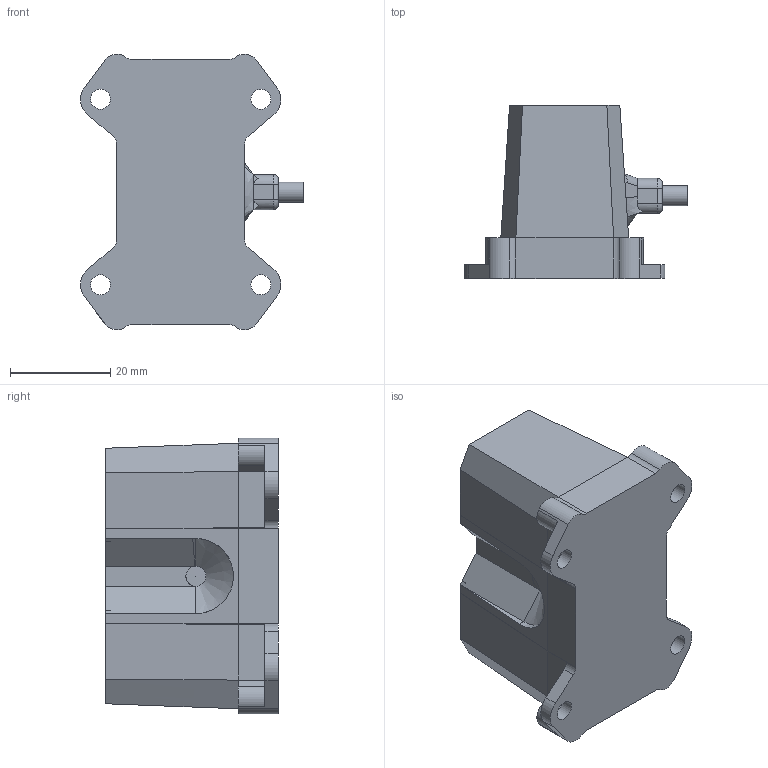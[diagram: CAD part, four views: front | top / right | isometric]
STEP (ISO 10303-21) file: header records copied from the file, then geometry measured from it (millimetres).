
FILE_DESCRIPTION(/* description */ (''),/* implementation_level */ '2;1');
FILE_NAME(/* name */ 'Garmin LIDAR-Lite V3HP.stp',/* time_stamp */ '2021-07-20T23:39:18-04:00',/* author */ ('Fish'),/* organization */ (''),/* preprocessor_version */ 'ST-DEVELOPER v18.1',/* originating_system */ 'Autodesk Inventor 2021',/* authorisation */ '');
FILE_SCHEMA (('AUTOMOTIVE_DESIGN { 1 0 10303 214 3 1 1 }'));
Length unit declared in the file: millimetre
Products named in the file (1): Garmin LIDAR-Lite V3HP
Bounding box: 44.5 x 34.44 x 55 mm (x, y, z)
Volume: 41783.2 mm3; surface area: 9182 mm2
Topology: 1 solids, 2 shells, 158 faces, 412 edges, 260 vertices
Faces by surface type: plane 91, cylinder 39, bspline 16, cone 10, sphere 2
Full cylindrical faces by diameter (mm): 4 x5, 15 x2, 19 x2
Entity records: 5252 total; most frequent: CARTESIAN_POINT 1184, ORIENTED_EDGE 820, DIRECTION 792, EDGE_CURVE 410, LINE 278, VECTOR 278, VERTEX_POINT 260, AXIS2_PLACEMENT_3D 257
